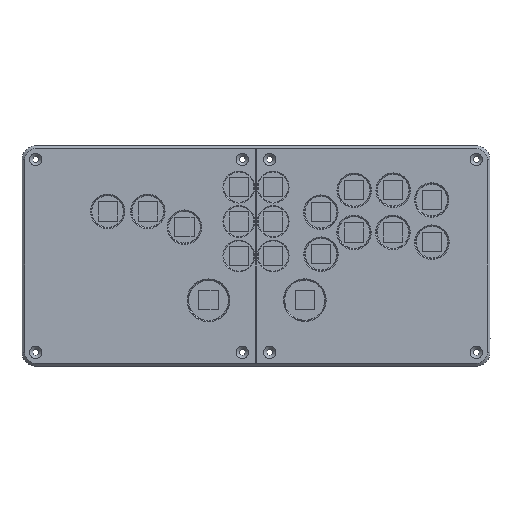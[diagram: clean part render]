
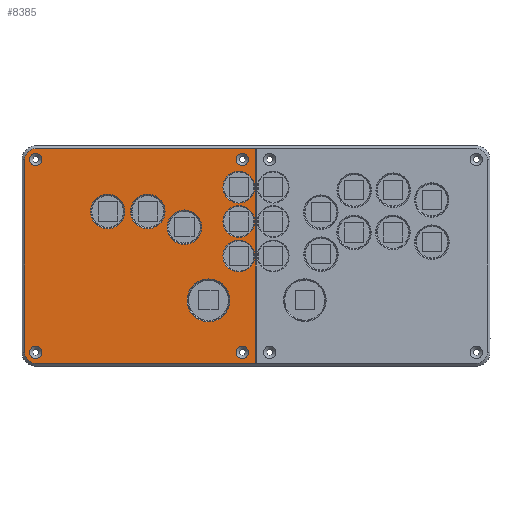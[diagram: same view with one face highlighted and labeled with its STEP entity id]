
A CAD part, top view. The second image highlights one B-rep face of the part: STEP entity #8385.
In plain terms, the highlighted planar face has unit normal (0, 0, 1).
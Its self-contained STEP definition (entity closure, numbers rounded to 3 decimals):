
#153=FACE_BOUND('',#1580,.T.);
#154=FACE_BOUND('',#1581,.T.);
#155=FACE_BOUND('',#1582,.T.);
#156=FACE_BOUND('',#1583,.T.);
#157=FACE_BOUND('',#1584,.T.);
#158=FACE_BOUND('',#1585,.T.);
#159=FACE_BOUND('',#1586,.T.);
#160=FACE_BOUND('',#1587,.T.);
#161=FACE_BOUND('',#1588,.T.);
#162=FACE_BOUND('',#1589,.T.);
#163=FACE_BOUND('',#1590,.T.);
#488=CIRCLE('',#9115,11.525);
#490=CIRCLE('',#9118,8.);
#491=CIRCLE('',#9119,8.);
#492=CIRCLE('',#9120,11.525);
#493=CIRCLE('',#9121,12.525);
#494=CIRCLE('',#9122,15.525);
#495=CIRCLE('',#9123,4.5);
#496=CIRCLE('',#9124,4.5);
#497=CIRCLE('',#9125,4.5);
#498=CIRCLE('',#9126,4.5);
#499=CIRCLE('',#9127,12.525);
#500=CIRCLE('',#9128,12.525);
#501=CIRCLE('',#9129,11.525);
#999=FACE_OUTER_BOUND('',#1579,.T.);
#1579=EDGE_LOOP('',(#7405,#7406,#7407,#7408,#7409,#7410));
#1580=EDGE_LOOP('',(#7411));
#1581=EDGE_LOOP('',(#7412));
#1582=EDGE_LOOP('',(#7413));
#1583=EDGE_LOOP('',(#7414));
#1584=EDGE_LOOP('',(#7415));
#1585=EDGE_LOOP('',(#7416));
#1586=EDGE_LOOP('',(#7417));
#1587=EDGE_LOOP('',(#7418));
#1588=EDGE_LOOP('',(#7419));
#1589=EDGE_LOOP('',(#7420));
#1590=EDGE_LOOP('',(#7421));
#2460=LINE('',#13742,#3345);
#2461=LINE('',#13746,#3346);
#2462=LINE('',#13750,#3347);
#2463=LINE('',#13751,#3348);
#3345=VECTOR('',#11311,10.);
#3346=VECTOR('',#11314,10.);
#3347=VECTOR('',#11317,10.);
#3348=VECTOR('',#11318,10.);
#4137=VERTEX_POINT('',#13734);
#4139=VERTEX_POINT('',#13740);
#4140=VERTEX_POINT('',#13741);
#4141=VERTEX_POINT('',#13743);
#4142=VERTEX_POINT('',#13745);
#4143=VERTEX_POINT('',#13747);
#4144=VERTEX_POINT('',#13749);
#4145=VERTEX_POINT('',#13752);
#4146=VERTEX_POINT('',#13754);
#4147=VERTEX_POINT('',#13756);
#4148=VERTEX_POINT('',#13758);
#4149=VERTEX_POINT('',#13760);
#4150=VERTEX_POINT('',#13762);
#4151=VERTEX_POINT('',#13764);
#4152=VERTEX_POINT('',#13766);
#4153=VERTEX_POINT('',#13768);
#4154=VERTEX_POINT('',#13770);
#5243=EDGE_CURVE('',#4137,#4137,#488,.T.);
#5246=EDGE_CURVE('',#4139,#4140,#2460,.T.);
#5247=EDGE_CURVE('',#4140,#4141,#490,.T.);
#5248=EDGE_CURVE('',#4141,#4142,#2461,.T.);
#5249=EDGE_CURVE('',#4142,#4143,#491,.T.);
#5250=EDGE_CURVE('',#4143,#4144,#2462,.T.);
#5251=EDGE_CURVE('',#4139,#4144,#2463,.T.);
#5252=EDGE_CURVE('',#4145,#4145,#492,.T.);
#5253=EDGE_CURVE('',#4146,#4146,#493,.T.);
#5254=EDGE_CURVE('',#4147,#4147,#494,.T.);
#5255=EDGE_CURVE('',#4148,#4148,#495,.T.);
#5256=EDGE_CURVE('',#4149,#4149,#496,.T.);
#5257=EDGE_CURVE('',#4150,#4150,#497,.T.);
#5258=EDGE_CURVE('',#4151,#4151,#498,.T.);
#5259=EDGE_CURVE('',#4152,#4152,#499,.T.);
#5260=EDGE_CURVE('',#4153,#4153,#500,.T.);
#5261=EDGE_CURVE('',#4154,#4154,#501,.T.);
#7405=ORIENTED_EDGE('',*,*,#5246,.T.);
#7406=ORIENTED_EDGE('',*,*,#5247,.T.);
#7407=ORIENTED_EDGE('',*,*,#5248,.T.);
#7408=ORIENTED_EDGE('',*,*,#5249,.T.);
#7409=ORIENTED_EDGE('',*,*,#5250,.T.);
#7410=ORIENTED_EDGE('',*,*,#5251,.F.);
#7411=ORIENTED_EDGE('',*,*,#5252,.F.);
#7412=ORIENTED_EDGE('',*,*,#5253,.F.);
#7413=ORIENTED_EDGE('',*,*,#5254,.F.);
#7414=ORIENTED_EDGE('',*,*,#5255,.T.);
#7415=ORIENTED_EDGE('',*,*,#5256,.T.);
#7416=ORIENTED_EDGE('',*,*,#5257,.T.);
#7417=ORIENTED_EDGE('',*,*,#5258,.T.);
#7418=ORIENTED_EDGE('',*,*,#5259,.F.);
#7419=ORIENTED_EDGE('',*,*,#5260,.F.);
#7420=ORIENTED_EDGE('',*,*,#5261,.F.);
#7421=ORIENTED_EDGE('',*,*,#5243,.F.);
#7950=PLANE('',#9117);
#8385=ADVANCED_FACE('',(#999,#153,#154,#155,#156,#157,#158,#159,#160,#161,
#162,#163),#7950,.F.);
#9115=AXIS2_PLACEMENT_3D('',#13735,#11304,#11305);
#9117=AXIS2_PLACEMENT_3D('',#13739,#11309,#11310);
#9118=AXIS2_PLACEMENT_3D('',#13744,#11312,#11313);
#9119=AXIS2_PLACEMENT_3D('',#13748,#11315,#11316);
#9120=AXIS2_PLACEMENT_3D('',#13753,#11319,#11320);
#9121=AXIS2_PLACEMENT_3D('',#13755,#11321,#11322);
#9122=AXIS2_PLACEMENT_3D('',#13757,#11323,#11324);
#9123=AXIS2_PLACEMENT_3D('',#13759,#11325,#11326);
#9124=AXIS2_PLACEMENT_3D('',#13761,#11327,#11328);
#9125=AXIS2_PLACEMENT_3D('',#13763,#11329,#11330);
#9126=AXIS2_PLACEMENT_3D('',#13765,#11331,#11332);
#9127=AXIS2_PLACEMENT_3D('',#13767,#11333,#11334);
#9128=AXIS2_PLACEMENT_3D('',#13769,#11335,#11336);
#9129=AXIS2_PLACEMENT_3D('',#13771,#11337,#11338);
#11304=DIRECTION('center_axis',(0.,0.,1.));
#11305=DIRECTION('ref_axis',(-1.,0.,0.));
#11309=DIRECTION('center_axis',(0.,0.,-1.));
#11310=DIRECTION('ref_axis',(1.,0.,0.));
#11311=DIRECTION('',(-1.,0.,0.));
#11312=DIRECTION('center_axis',(0.,0.,1.));
#11313=DIRECTION('ref_axis',(-1.,0.,0.));
#11314=DIRECTION('',(0.,-1.,0.));
#11315=DIRECTION('center_axis',(0.,0.,1.));
#11316=DIRECTION('ref_axis',(0.,-1.,0.));
#11317=DIRECTION('',(1.,0.,0.));
#11318=DIRECTION('',(0.,-1.,0.));
#11319=DIRECTION('center_axis',(0.,0.,1.));
#11320=DIRECTION('ref_axis',(-1.,0.,0.));
#11321=DIRECTION('center_axis',(0.,0.,1.));
#11322=DIRECTION('ref_axis',(-1.,0.,0.));
#11323=DIRECTION('center_axis',(0.,0.,1.));
#11324=DIRECTION('ref_axis',(-1.,0.,0.));
#11325=DIRECTION('center_axis',(0.,0.,-1.));
#11326=DIRECTION('ref_axis',(1.,0.,0.));
#11327=DIRECTION('center_axis',(0.,0.,-1.));
#11328=DIRECTION('ref_axis',(1.,0.,0.));
#11329=DIRECTION('center_axis',(0.,0.,-1.));
#11330=DIRECTION('ref_axis',(1.,0.,0.));
#11331=DIRECTION('center_axis',(0.,0.,-1.));
#11332=DIRECTION('ref_axis',(1.,0.,0.));
#11333=DIRECTION('center_axis',(0.,0.,1.));
#11334=DIRECTION('ref_axis',(-1.,0.,0.));
#11335=DIRECTION('center_axis',(0.,0.,1.));
#11336=DIRECTION('ref_axis',(-1.,0.,0.));
#11337=DIRECTION('center_axis',(0.,0.,1.));
#11338=DIRECTION('ref_axis',(-1.,0.,0.));
#13734=CARTESIAN_POINT('',(-0.975,50.,26.));
#13735=CARTESIAN_POINT('Origin',(-12.5,50.,26.));
#13739=CARTESIAN_POINT('Origin',(-85.,0.,
26.));
#13740=CARTESIAN_POINT('',(-0.001,78.,26.));
#13741=CARTESIAN_POINT('',(-160.,78.,26.));
#13742=CARTESIAN_POINT('',(-122.5,78.,26.));
#13743=CARTESIAN_POINT('',(-168.,70.,26.));
#13744=CARTESIAN_POINT('Origin',(-160.,70.,26.));
#13745=CARTESIAN_POINT('',(-168.,-70.,26.));
#13746=CARTESIAN_POINT('',(-168.,-35.,26.));
#13747=CARTESIAN_POINT('',(-160.001,-78.,26.));
#13748=CARTESIAN_POINT('Origin',(-160.,-70.,26.));
#13749=CARTESIAN_POINT('',(-0.001,-78.,26.));
#13750=CARTESIAN_POINT('',(-42.501,-78.,26.));
#13751=CARTESIAN_POINT('',(-0.001,80.,26.));
#13752=CARTESIAN_POINT('',(-0.975,25.,26.));
#13753=CARTESIAN_POINT('Origin',(-12.5,25.,26.));
#13754=CARTESIAN_POINT('',(-66.05,32.356,26.));
#13755=CARTESIAN_POINT('Origin',(-78.575,32.356,26.));
#13756=CARTESIAN_POINT('',(-19.003,-32.242,26.));
#13757=CARTESIAN_POINT('Origin',(-34.528,-32.242,26.));
#13758=CARTESIAN_POINT('',(-164.5,-70.,26.));
#13759=CARTESIAN_POINT('Origin',(-160.,-70.,26.));
#13760=CARTESIAN_POINT('',(-14.501,70.,26.));
#13761=CARTESIAN_POINT('Origin',(-10.001,70.,26.));
#13762=CARTESIAN_POINT('',(-14.501,-70.,26.));
#13763=CARTESIAN_POINT('Origin',(-10.001,-70.,26.));
#13764=CARTESIAN_POINT('',(-164.5,70.,26.));
#13765=CARTESIAN_POINT('Origin',(-160.,70.,26.));
#13766=CARTESIAN_POINT('',(-39.484,20.875,26.));
#13767=CARTESIAN_POINT('Origin',(-52.009,20.875,26.));
#13768=CARTESIAN_POINT('',(-95.212,32.359,26.));
#13769=CARTESIAN_POINT('Origin',(-107.737,32.359,26.));
#13770=CARTESIAN_POINT('',(-0.975,0.,26.));
#13771=CARTESIAN_POINT('Origin',(-12.5,0.,26.));
